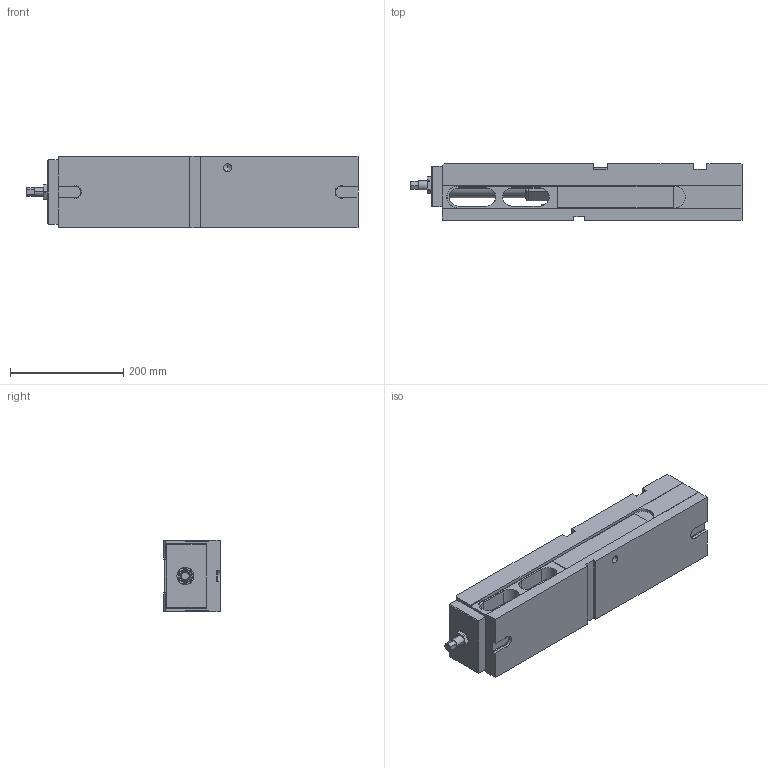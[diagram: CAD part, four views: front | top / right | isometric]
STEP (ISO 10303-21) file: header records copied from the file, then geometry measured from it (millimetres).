
FILE_DESCRIPTION (( 'STEP AP214' ), '1' );
FILE_NAME ('1700.300.stp', '2018-03-23T06:08:09', ( '' ), ( '' ), 'SwSTEP 2.0', 'SolidWorks 2016', '' );
FILE_SCHEMA (( 'AUTOMOTIVE_DESIGN' ));
Length unit declared in the file: millimetre
Products named in the file (3): 1700.300; Teil-2_1; Teil-1_1
Assembly tree (2 placements, depth 2):
  1700.300
    Teil-2_1
    Teil-1_1
Bounding box: 587.1 x 100 x 126 mm (x, y, z)
Volume: 5141344.5 mm3; surface area: 501134.4 mm2
Topology: 2 solids, 4 shells, 533 faces, 1419 edges, 901 vertices
Faces by surface type: plane 260, cylinder 164, cone 97, torus 12
Entity records: 23216 total; most frequent: CARTESIAN_POINT 3892, DIRECTION 2835, ORIENTED_EDGE 2778, EDGE_CURVE 1389, AXIS2_PLACEMENT_3D 980, VERTEX_POINT 901, LINE 875, VECTOR 875
